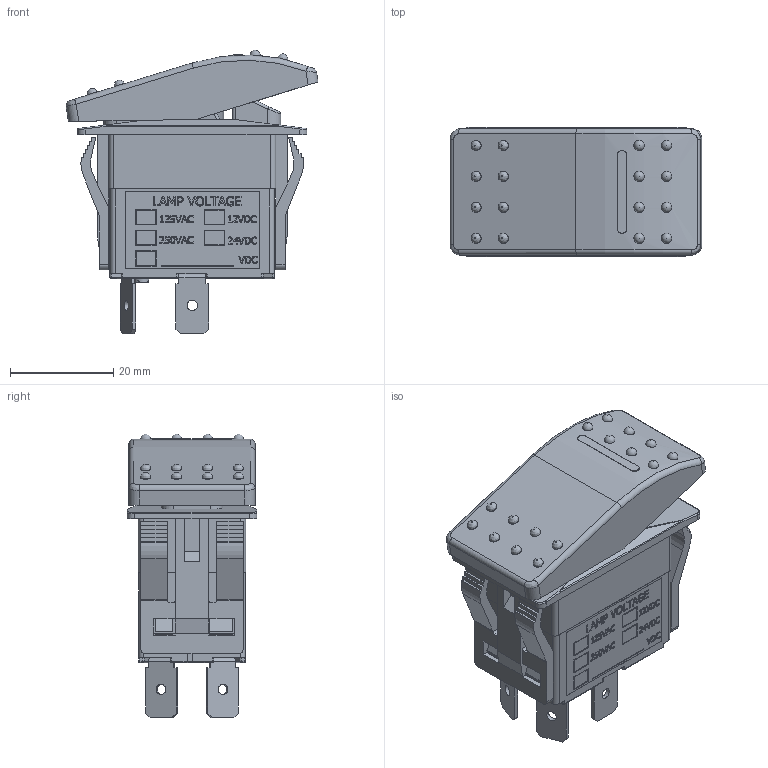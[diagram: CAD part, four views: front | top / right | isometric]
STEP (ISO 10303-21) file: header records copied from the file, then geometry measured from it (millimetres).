
FILE_DESCRIPTION((' '),'2;1');
FILE_NAME('R711FB2-SXXXxxDxxx.stp','2017-08-02T09:47:28',(' '),(' '),' ','ACIS',' ');
FILE_SCHEMA(('CONFIG_CONTROL_DESIGN'));
Length unit declared in the file: inch
Products named in the file (1): R711FB2-SXXXxxDxxx.stp
Bounding box: 48.87 x 25.15 x 54.99 mm (x, y, z)
Volume: 15009 mm3; surface area: 17407.2 mm2
Topology: 2 solids, 11 shells, 1501 faces, 4103 edges, 2680 vertices
Faces by surface type: plane 821, bspline 321, cylinder 303, sphere 39, torus 15, cone 2
Full cylindrical faces by diameter (mm): 1 x2, 1.9 x1, 2 x19, 2.8 x3, 5 x2, 6.4 x1, 7 x1
Entity records: 50840 total; most frequent: CARTESIAN_POINT 14622, ORIENTED_EDGE 8054, DIRECTION 6436, EDGE_CURVE 4027, VERTEX_POINT 2661, VECTOR 2626, LINE 2626, AXIS2_PLACEMENT_3D 1905
